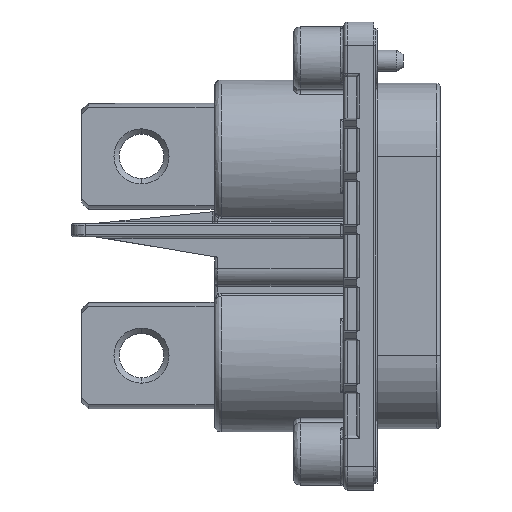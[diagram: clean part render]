
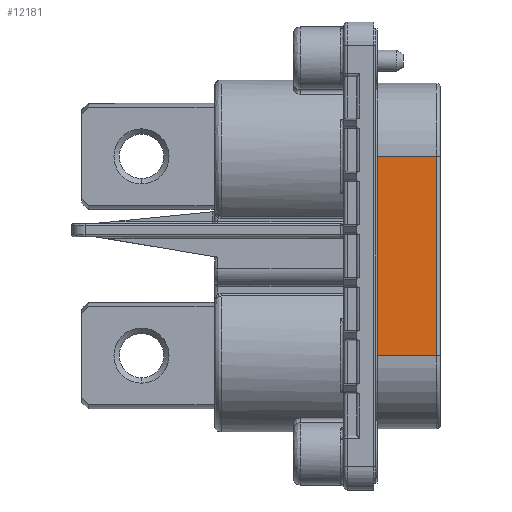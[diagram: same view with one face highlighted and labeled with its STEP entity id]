
A CAD part, front view. The second image highlights one B-rep face of the part: STEP entity #12181.
In plain terms, the highlighted planar face has unit normal (0, -1, 0).
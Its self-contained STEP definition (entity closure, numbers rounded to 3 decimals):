
#1494 = DIRECTION ( 'NONE',  ( 0., 0., 1. ) ) ;
#5894 = ORIENTED_EDGE ( 'NONE', *, *, #62255, .F. ) ;
#8574 = CARTESIAN_POINT ( 'NONE',  ( -2., -11., 15. ) ) ;
#11328 = VECTOR ( 'NONE', #1494, 1000. ) ;
#11916 = VECTOR ( 'NONE', #38771, 1000. ) ;
#12181 = ADVANCED_FACE ( 'NONE', ( #20599 ), #27850, .F. ) ;
#12339 = VERTEX_POINT ( 'NONE', #60931 ) ;
#15818 = VECTOR ( 'NONE', #31760, 1000. ) ;
#20599 = FACE_OUTER_BOUND ( 'NONE', #67397, .T. ) ;
#24750 = VERTEX_POINT ( 'NONE', #52106 ) ;
#26424 = LINE ( 'NONE', #49938, #73182 ) ;
#27850 = PLANE ( 'NONE',  #44438 ) ;
#31760 = DIRECTION ( 'NONE',  ( 0., 0., 1. ) ) ;
#32746 = LINE ( 'NONE', #82407, #15818 ) ;
#33282 = CARTESIAN_POINT ( 'NONE',  ( -11.2, -11., 0. ) ) ;
#34192 = DIRECTION ( 'NONE',  ( 0., 0., -1. ) ) ;
#38218 = ORIENTED_EDGE ( 'NONE', *, *, #53468, .T. ) ;
#38771 = DIRECTION ( 'NONE',  ( 1., 0., 0. ) ) ;
#44438 = AXIS2_PLACEMENT_3D ( 'NONE', #8574, #72330, #34192 ) ;
#45258 = LINE ( 'NONE', #33282, #11328 ) ;
#49938 = CARTESIAN_POINT ( 'NONE',  ( -6.6, -11., 15. ) ) ;
#51259 = EDGE_CURVE ( 'NONE', #82655, #69461, #45258, .T. ) ;
#52106 = CARTESIAN_POINT ( 'NONE',  ( -2., -11., 15. ) ) ;
#52773 = ORIENTED_EDGE ( 'NONE', *, *, #51259, .F. ) ;
#53468 = EDGE_CURVE ( 'NONE', #12339, #24750, #32746, .T. ) ;
#56298 = DIRECTION ( 'NONE',  ( 1., 0., 0. ) ) ;
#57995 = CARTESIAN_POINT ( 'NONE',  ( -6.6, -11., -15. ) ) ;
#58052 = ORIENTED_EDGE ( 'NONE', *, *, #58594, .T. ) ;
#58594 = EDGE_CURVE ( 'NONE', #82655, #12339, #75653, .T. ) ;
#60931 = CARTESIAN_POINT ( 'NONE',  ( -2., -11., -15. ) ) ;
#62255 = EDGE_CURVE ( 'NONE', #69461, #24750, #26424, .T. ) ;
#67397 = EDGE_LOOP ( 'NONE', ( #52773, #58052, #38218, #5894 ) ) ;
#69461 = VERTEX_POINT ( 'NONE', #77545 ) ;
#72330 = DIRECTION ( 'NONE',  ( 0., 1., 0. ) ) ;
#73182 = VECTOR ( 'NONE', #56298, 1000. ) ;
#75653 = LINE ( 'NONE', #57995, #11916 ) ;
#76615 = CARTESIAN_POINT ( 'NONE',  ( -11.2, -11., -15. ) ) ;
#77545 = CARTESIAN_POINT ( 'NONE',  ( -11.2, -11., 15. ) ) ;
#82407 = CARTESIAN_POINT ( 'NONE',  ( -2., -11., 0. ) ) ;
#82655 = VERTEX_POINT ( 'NONE', #76615 ) ;
